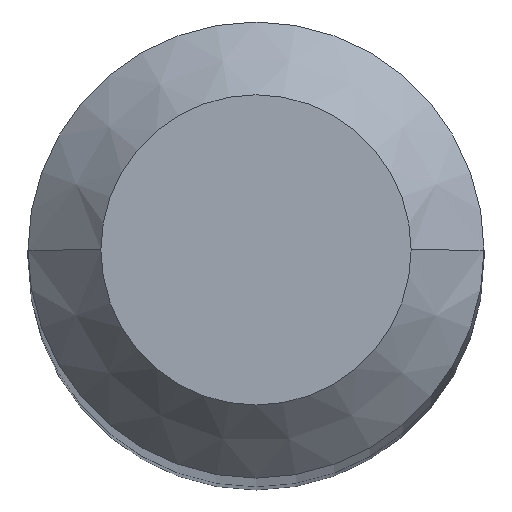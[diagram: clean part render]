
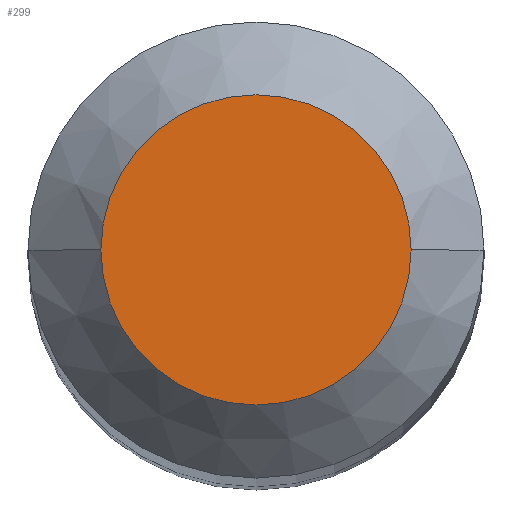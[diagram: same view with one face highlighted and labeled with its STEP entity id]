
A CAD part, top view. The second image highlights one B-rep face of the part: STEP entity #299.
In plain terms, the highlighted planar face has unit normal (0, 0, 1).
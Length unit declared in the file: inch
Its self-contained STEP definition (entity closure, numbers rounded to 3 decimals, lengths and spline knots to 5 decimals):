
#31 = CARTESIAN_POINT ( 'NONE',  ( 0., 0., 1.5 ) ) ;
#49 = DIRECTION ( 'NONE',  ( 0., 0., 1. ) ) ;
#85 = CIRCLE ( 'NONE', #317, 0.0319 ) ;
#93 = CIRCLE ( 'NONE', #237, 0.0319 ) ;
#94 = DIRECTION ( 'NONE',  ( 1., 0., 0. ) ) ;
#131 = EDGE_CURVE ( 'NONE', #263, #192, #93, .T. ) ;
#133 = CARTESIAN_POINT ( 'NONE',  ( 0., 0., 1.5 ) ) ;
#143 = EDGE_CURVE ( 'NONE', #192, #263, #85, .T. ) ;
#163 = ORIENTED_EDGE ( 'NONE', *, *, #131, .T. ) ;
#170 = FACE_OUTER_BOUND ( 'NONE', #227, .T. ) ;
#182 = CARTESIAN_POINT ( 'NONE',  ( -0.0319, 0., 1.5 ) ) ;
#183 = AXIS2_PLACEMENT_3D ( 'NONE', #31, #49, #219 ) ;
#187 = DIRECTION ( 'NONE',  ( 0., 0., 1. ) ) ;
#192 = VERTEX_POINT ( 'NONE', #182 ) ;
#219 = DIRECTION ( 'NONE',  ( 1., 0., 0. ) ) ;
#227 = EDGE_LOOP ( 'NONE', ( #246, #163 ) ) ;
#230 = DIRECTION ( 'NONE',  ( 0., 0., 1. ) ) ;
#237 = AXIS2_PLACEMENT_3D ( 'NONE', #133, #230, #94 ) ;
#242 = CARTESIAN_POINT ( 'NONE',  ( 0.0319, 0., 1.5 ) ) ;
#246 = ORIENTED_EDGE ( 'NONE', *, *, #143, .T. ) ;
#263 = VERTEX_POINT ( 'NONE', #242 ) ;
#270 = PLANE ( 'NONE',  #183 ) ;
#292 = DIRECTION ( 'NONE',  ( 1., 0., 0. ) ) ;
#299 = ADVANCED_FACE ( 'NONE', ( #170 ), #270, .T. ) ;
#317 = AXIS2_PLACEMENT_3D ( 'NONE', #320, #187, #292 ) ;
#320 = CARTESIAN_POINT ( 'NONE',  ( 0., 0., 1.5 ) ) ;
